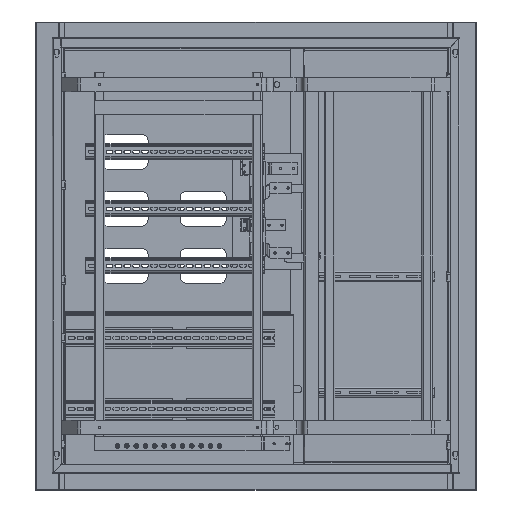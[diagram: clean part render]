
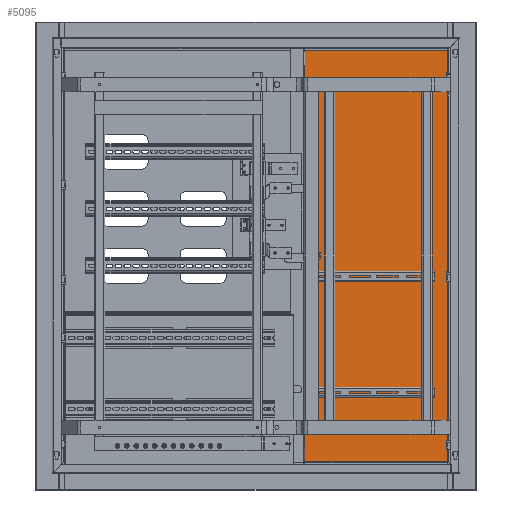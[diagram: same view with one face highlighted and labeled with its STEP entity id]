
A CAD part, left-side view. The second image highlights one B-rep face of the part: STEP entity #5095.
In plain terms, the highlighted face is planar.
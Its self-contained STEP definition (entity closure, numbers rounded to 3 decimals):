
#10 = ORIENTED_EDGE ( 'NONE', *, *, #57248, .F. ) ;
#738 = DIRECTION ( 'NONE',  ( 1., 0., 0. ) ) ;
#1043 = ORIENTED_EDGE ( 'NONE', *, *, #4686, .F. ) ;
#1739 = AXIS2_PLACEMENT_3D ( 'NONE', #35391, #5739, #738 ) ;
#2701 = CARTESIAN_POINT ( 'NONE',  ( -130.5, 451.5, -1. ) ) ;
#3869 = VECTOR ( 'NONE', #57699, 1000. ) ;
#4046 = LINE ( 'NONE', #74867, #31002 ) ;
#4686 = EDGE_CURVE ( 'NONE', #31155, #23997, #4046, .T. ) ;
#5095 = ADVANCED_FACE ( 'NONE', ( #31976, #74316 ), #62780, .F. ) ;
#5383 = CARTESIAN_POINT ( 'NONE',  ( 161.7, 2.3, -1. ) ) ;
#5739 = DIRECTION ( 'NONE',  ( 0., 0., 1. ) ) ;
#6840 = CARTESIAN_POINT ( 'NONE',  ( -161.7, 900.7, -1. ) ) ;
#7701 = CARTESIAN_POINT ( 'NONE',  ( -161.7, 2.3, -1. ) ) ;
#9987 = DIRECTION ( 'NONE',  ( 1., 0., 0. ) ) ;
#10017 = DIRECTION ( 'NONE',  ( 0., 0., 1. ) ) ;
#10665 = VERTEX_POINT ( 'NONE', #33342 ) ;
#12400 = VERTEX_POINT ( 'NONE', #37171 ) ;
#13076 = CARTESIAN_POINT ( 'NONE',  ( -122., 455.149, -1. ) ) ;
#13877 = EDGE_CURVE ( 'NONE', #62811, #10665, #47229, .T. ) ;
#13919 = VECTOR ( 'NONE', #51205, 1000. ) ;
#14139 = CARTESIAN_POINT ( 'NONE',  ( -139., 447.851, -1. ) ) ;
#14613 = DIRECTION ( 'NONE',  ( 0., 0., 1. ) ) ;
#16233 = EDGE_LOOP ( 'NONE', ( #57239, #49677, #61580, #29127 ) ) ;
#16947 = VERTEX_POINT ( 'NONE', #14139 ) ;
#19074 = CIRCLE ( 'NONE', #64612, 9.25 ) ;
#21167 = CARTESIAN_POINT ( 'NONE',  ( 0., 0., -1. ) ) ;
#23050 = CARTESIAN_POINT ( 'NONE',  ( -122., 455.149, -1. ) ) ;
#23997 = VERTEX_POINT ( 'NONE', #6840 ) ;
#28249 = VERTEX_POINT ( 'NONE', #56070 ) ;
#28422 = CARTESIAN_POINT ( 'NONE',  ( -161.7, 903., -1. ) ) ;
#29127 = ORIENTED_EDGE ( 'NONE', *, *, #13877, .T. ) ;
#31002 = VECTOR ( 'NONE', #74499, 1000. ) ;
#31155 = VERTEX_POINT ( 'NONE', #52981 ) ;
#31976 = FACE_BOUND ( 'NONE', #16233, .T. ) ;
#33342 = CARTESIAN_POINT ( 'NONE',  ( -139., 455.149, -1. ) ) ;
#35391 = CARTESIAN_POINT ( 'NONE',  ( -130.5, 451.5, -1. ) ) ;
#35831 = VERTEX_POINT ( 'NONE', #61999 ) ;
#35901 = ORIENTED_EDGE ( 'NONE', *, *, #50969, .F. ) ;
#37171 = CARTESIAN_POINT ( 'NONE',  ( -161.7, 2.3, -1. ) ) ;
#38457 = AXIS2_PLACEMENT_3D ( 'NONE', #21167, #10017, #56977 ) ;
#38532 = LINE ( 'NONE', #61632, #13919 ) ;
#47229 = CIRCLE ( 'NONE', #1739, 9.25 ) ;
#48779 = ORIENTED_EDGE ( 'NONE', *, *, #60568, .F. ) ;
#49677 = ORIENTED_EDGE ( 'NONE', *, *, #57433, .T. ) ;
#50969 = EDGE_CURVE ( 'NONE', #23997, #12400, #68895, .T. ) ;
#51205 = DIRECTION ( 'NONE',  ( 0., -1., 0. ) ) ;
#52981 = CARTESIAN_POINT ( 'NONE',  ( 161.7, 900.7, -1. ) ) ;
#53479 = LINE ( 'NONE', #23050, #69241 ) ;
#53548 = LINE ( 'NONE', #7701, #71911 ) ;
#56070 = CARTESIAN_POINT ( 'NONE',  ( -122., 447.851, -1. ) ) ;
#56595 = DIRECTION ( 'NONE',  ( 0., 1., 0. ) ) ;
#56977 = DIRECTION ( 'NONE',  ( 1., 0., 0. ) ) ;
#57239 = ORIENTED_EDGE ( 'NONE', *, *, #70405, .T. ) ;
#57248 = EDGE_CURVE ( 'NONE', #12400, #35831, #53548, .T. ) ;
#57433 = EDGE_CURVE ( 'NONE', #16947, #28249, #19074, .T. ) ;
#57699 = DIRECTION ( 'NONE',  ( 0., -1., 0. ) ) ;
#60568 = EDGE_CURVE ( 'NONE', #35831, #31155, #74701, .T. ) ;
#61255 = EDGE_LOOP ( 'NONE', ( #48779, #10, #35901, #1043 ) ) ;
#61580 = ORIENTED_EDGE ( 'NONE', *, *, #70611, .T. ) ;
#61632 = CARTESIAN_POINT ( 'NONE',  ( -139., 455.149, -1. ) ) ;
#61999 = CARTESIAN_POINT ( 'NONE',  ( 161.7, 2.3, -1. ) ) ;
#62780 = PLANE ( 'NONE',  #38457 ) ;
#62811 = VERTEX_POINT ( 'NONE', #13076 ) ;
#64612 = AXIS2_PLACEMENT_3D ( 'NONE', #2701, #14613, #9987 ) ;
#64879 = VECTOR ( 'NONE', #56595, 1000. ) ;
#68895 = LINE ( 'NONE', #28422, #3869 ) ;
#69241 = VECTOR ( 'NONE', #70827, 1000. ) ;
#70405 = EDGE_CURVE ( 'NONE', #10665, #16947, #38532, .T. ) ;
#70611 = EDGE_CURVE ( 'NONE', #28249, #62811, #53479, .T. ) ;
#70827 = DIRECTION ( 'NONE',  ( 0., 1., 0. ) ) ;
#71911 = VECTOR ( 'NONE', #72029, 1000. ) ;
#72029 = DIRECTION ( 'NONE',  ( 1., 0., 0. ) ) ;
#74316 = FACE_OUTER_BOUND ( 'NONE', #61255, .T. ) ;
#74499 = DIRECTION ( 'NONE',  ( -1., 0., 0. ) ) ;
#74701 = LINE ( 'NONE', #5383, #64879 ) ;
#74867 = CARTESIAN_POINT ( 'NONE',  ( 164., 900.7, -1. ) ) ;
